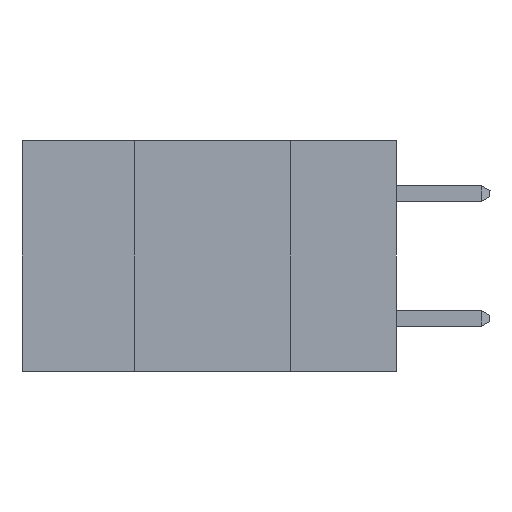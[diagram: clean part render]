
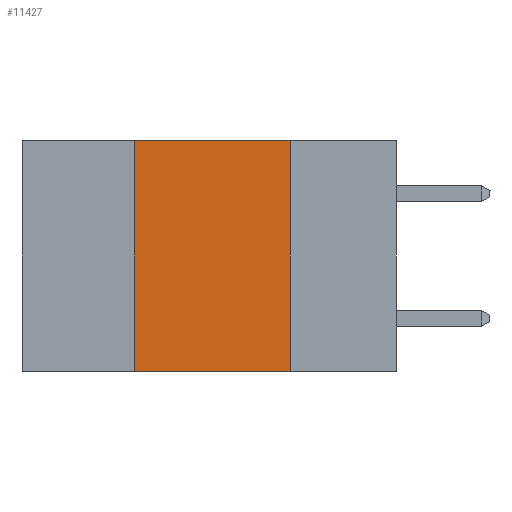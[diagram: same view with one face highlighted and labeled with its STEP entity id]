
A CAD part, left-side view. The second image highlights one B-rep face of the part: STEP entity #11427.
In plain terms, the highlighted planar face has unit normal (-1, 0, 0).
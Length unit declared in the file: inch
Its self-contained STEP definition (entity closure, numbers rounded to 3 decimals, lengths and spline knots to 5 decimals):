
#2579 = EDGE_LOOP ( 'NONE', ( #18223, #4936, #20729, #15344 ) ) ;
#2775 = LINE ( 'NONE', #22438, #23180 ) ;
#3900 = EDGE_CURVE ( 'NONE', #6531, #9609, #19035, .T. ) ;
#4936 = ORIENTED_EDGE ( 'NONE', *, *, #11968, .F. ) ;
#6313 = CARTESIAN_POINT ( 'NONE',  ( 0., 0.42, -0.37 ) ) ;
#6528 = CARTESIAN_POINT ( 'NONE',  ( 0., 0.6, 0. ) ) ;
#6531 = VERTEX_POINT ( 'NONE', #6313 ) ;
#6582 = CARTESIAN_POINT ( 'NONE',  ( 0., 0.17, -0.37 ) ) ;
#6949 = AXIS2_PLACEMENT_3D ( 'NONE', #6528, #9232, #27903 ) ;
#8490 = VECTOR ( 'NONE', #22841, 39.37008 ) ;
#9203 = VERTEX_POINT ( 'NONE', #6582 ) ;
#9232 = DIRECTION ( 'NONE',  ( 1., 0., 0. ) ) ;
#9609 = VERTEX_POINT ( 'NONE', #29796 ) ;
#10167 = LINE ( 'NONE', #20118, #8490 ) ;
#11427 = ADVANCED_FACE ( 'NONE', ( #19442 ), #25161, .F. ) ;
#11968 = EDGE_CURVE ( 'NONE', #9609, #23258, #2775, .T. ) ;
#15344 = ORIENTED_EDGE ( 'NONE', *, *, #25355, .T. ) ;
#18114 = LINE ( 'NONE', #29433, #26908 ) ;
#18217 = VECTOR ( 'NONE', #34394, 39.37008 ) ;
#18223 = ORIENTED_EDGE ( 'NONE', *, *, #31916, .F. ) ;
#19035 = LINE ( 'NONE', #32914, #18217 ) ;
#19442 = FACE_OUTER_BOUND ( 'NONE', #2579, .T. ) ;
#20118 = CARTESIAN_POINT ( 'NONE',  ( 0., 0.6, -0.37 ) ) ;
#20729 = ORIENTED_EDGE ( 'NONE', *, *, #3900, .F. ) ;
#22438 = CARTESIAN_POINT ( 'NONE',  ( 0., 0.6, 0. ) ) ;
#22841 = DIRECTION ( 'NONE',  ( 0., -1., 0. ) ) ;
#23180 = VECTOR ( 'NONE', #27751, 39.37008 ) ;
#23258 = VERTEX_POINT ( 'NONE', #27327 ) ;
#25161 = PLANE ( 'NONE',  #6949 ) ;
#25355 = EDGE_CURVE ( 'NONE', #6531, #9203, #10167, .T. ) ;
#26908 = VECTOR ( 'NONE', #32107, 39.37008 ) ;
#27327 = CARTESIAN_POINT ( 'NONE',  ( 0., 0.17, 0. ) ) ;
#27751 = DIRECTION ( 'NONE',  ( 0., -1., 0. ) ) ;
#27903 = DIRECTION ( 'NONE',  ( 0., 0., -1. ) ) ;
#29433 = CARTESIAN_POINT ( 'NONE',  ( 0., 0.17, 0. ) ) ;
#29796 = CARTESIAN_POINT ( 'NONE',  ( 0., 0.42, 0. ) ) ;
#31916 = EDGE_CURVE ( 'NONE', #23258, #9203, #18114, .T. ) ;
#32107 = DIRECTION ( 'NONE',  ( 0., 0., -1. ) ) ;
#32914 = CARTESIAN_POINT ( 'NONE',  ( 0., 0.42, 0. ) ) ;
#34394 = DIRECTION ( 'NONE',  ( 0., 0., 1. ) ) ;
